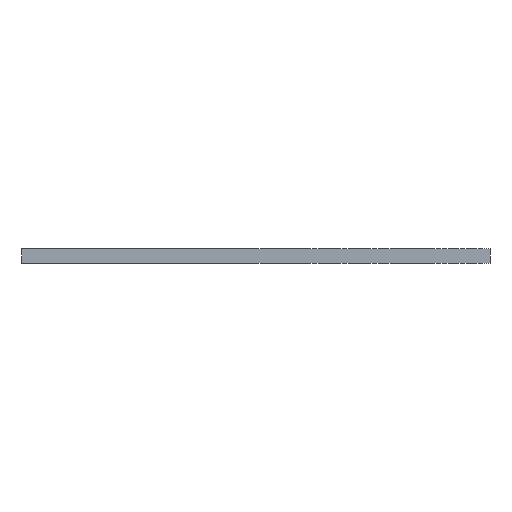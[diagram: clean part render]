
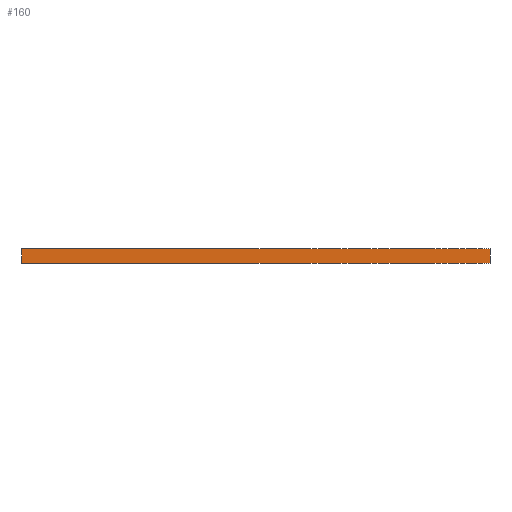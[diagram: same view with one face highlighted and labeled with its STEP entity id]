
A CAD part, front view. The second image highlights one B-rep face of the part: STEP entity #160.
In plain terms, the highlighted planar face has unit normal (0, -1, 0).
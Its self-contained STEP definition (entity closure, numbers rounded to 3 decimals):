
#102 = EDGE_CURVE('',#103,#105,#107,.T.);
#103 = VERTEX_POINT('',#104);
#104 = CARTESIAN_POINT('',(20.13,-64.15,-0.625));
#105 = VERTEX_POINT('',#106);
#106 = CARTESIAN_POINT('',(20.13,-64.15,0.625));
#107 = LINE('',#108,#109);
#108 = CARTESIAN_POINT('',(20.13,-64.15,-0.625));
#109 = VECTOR('',#110,1.);
#110 = DIRECTION('',(0.,0.,1.));
#135 = VERTEX_POINT('',#136);
#136 = CARTESIAN_POINT('',(-20.13,-64.15,0.625));
#142 = EDGE_CURVE('',#143,#135,#145,.T.);
#143 = VERTEX_POINT('',#144);
#144 = CARTESIAN_POINT('',(-20.13,-64.15,-0.625));
#145 = LINE('',#146,#147);
#146 = CARTESIAN_POINT('',(-20.13,-64.15,-0.625));
#147 = VECTOR('',#148,1.);
#148 = DIRECTION('',(0.,0.,1.));
#160 = ADVANCED_FACE('',(#161),#177,.F.);
#161 = FACE_BOUND('',#162,.F.);
#162 = EDGE_LOOP('',(#163,#164,#170,#171));
#163 = ORIENTED_EDGE('',*,*,#142,.T.);
#164 = ORIENTED_EDGE('',*,*,#165,.T.);
#165 = EDGE_CURVE('',#135,#105,#166,.T.);
#166 = LINE('',#167,#168);
#167 = CARTESIAN_POINT('',(-20.13,-64.15,0.625));
#168 = VECTOR('',#169,1.);
#169 = DIRECTION('',(1.,0.,0.));
#170 = ORIENTED_EDGE('',*,*,#102,.F.);
#171 = ORIENTED_EDGE('',*,*,#172,.F.);
#172 = EDGE_CURVE('',#143,#103,#173,.T.);
#173 = LINE('',#174,#175);
#174 = CARTESIAN_POINT('',(-20.13,-64.15,-0.625));
#175 = VECTOR('',#176,1.);
#176 = DIRECTION('',(1.,0.,0.));
#177 = PLANE('',#178);
#178 = AXIS2_PLACEMENT_3D('',#179,#180,#181);
#179 = CARTESIAN_POINT('',(-20.13,-64.15,-0.625));
#180 = DIRECTION('',(0.,1.,0.));
#181 = DIRECTION('',(1.,0.,0.));
